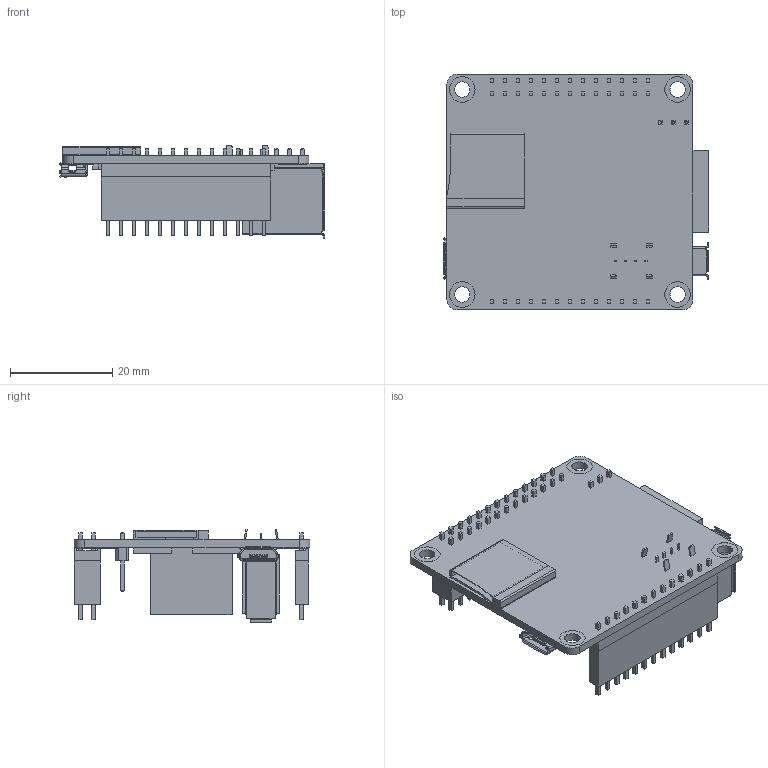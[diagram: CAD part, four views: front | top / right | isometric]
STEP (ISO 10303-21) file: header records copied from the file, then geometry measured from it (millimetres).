
FILE_DESCRIPTION( ( '' ), ' ' );
FILE_NAME( '5cc034557a1d12172263d6ab.step', '2019-04-24T10:03:03', ( '' ), ( '' ), ' ', ' ', ' ' );
FILE_SCHEMA( ( 'AUTOMOTIVE_DESIGN { 1 0 10303 214 1 1 1 1 }' ) );
Length unit declared in the file: metre
Products named in the file (42): Part 42; Part 41; Part 40; Part 39; Part 38; Part 37; Part 36; Part 35; Part 34; Part 33; Part 32; Part 31; Part 30; Part 29; Part 28; Part 27; Part 26; Part 25; Part 24; Part 23; Part 22; Part 21; Part 20; Part 19; Part 18; Part 17; Part 16; Part 15; Part 14; Part 13; Part 12; Part 11; Part 10; Part 9; Part 8; Part 7; Part 6; Part 5; Part 4; Part 2 ...
Bounding box: 51.83 x 46.04 x 18.15 mm (x, y, z)
Volume: 10099.1 mm3; surface area: 12277.8 mm2
Topology: 42 solids, 42 shells, 1598 faces, 4226 edges, 2781 vertices
Faces by surface type: plane 1392, cylinder 198, sphere 8
Full cylindrical faces by diameter (mm): 0.905 x2, 3 x4, 5 x4
Entity records: 62236 total; most frequent: CARTESIAN_POINT 9027, ORIENTED_EDGE 8404, DIRECTION 7829, EDGE_CURVE 4202, LINE 3713, VECTOR 3713, VERTEX_POINT 2775, AXIS2_PLACEMENT_3D 2058
